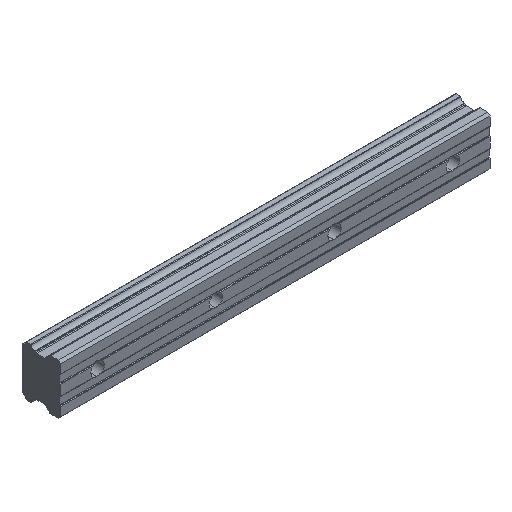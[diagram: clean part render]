
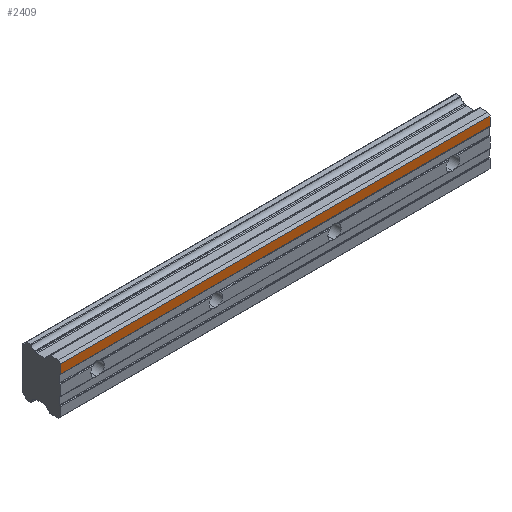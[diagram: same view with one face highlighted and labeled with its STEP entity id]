
A CAD part, isometric view. The second image highlights one B-rep face of the part: STEP entity #2409.
In plain terms, the highlighted planar face has unit normal (0, -1, 0).
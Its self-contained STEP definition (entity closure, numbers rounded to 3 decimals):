
#37 = DIRECTION ( 'NONE',  ( 0., 0., 1. ) ) ;
#118 = LINE ( 'NONE', #2315, #2905 ) ;
#159 = LINE ( 'NONE', #2990, #1470 ) ;
#389 = VERTEX_POINT ( 'NONE', #2353 ) ;
#395 = DIRECTION ( 'NONE',  ( 1., 0., 0. ) ) ;
#652 = CARTESIAN_POINT ( 'NONE',  ( 265., 0., 16.739 ) ) ;
#747 = DIRECTION ( 'NONE',  ( 0., 1., 0. ) ) ;
#782 = CARTESIAN_POINT ( 'NONE',  ( -25., 0., 9.5 ) ) ;
#879 = ORIENTED_EDGE ( 'NONE', *, *, #1677, .F. ) ;
#883 = CARTESIAN_POINT ( 'NONE',  ( -25., 0., 15.5 ) ) ;
#998 = ORIENTED_EDGE ( 'NONE', *, *, #1638, .F. ) ;
#1020 = PLANE ( 'NONE',  #1207 ) ;
#1131 = DIRECTION ( 'NONE',  ( 0., 0., -1. ) ) ;
#1207 = AXIS2_PLACEMENT_3D ( 'NONE', #2442, #747, #37 ) ;
#1387 = CARTESIAN_POINT ( 'NONE',  ( 265., 0., 15.5 ) ) ;
#1398 = EDGE_LOOP ( 'NONE', ( #2497, #998, #879, #1800 ) ) ;
#1470 = VECTOR ( 'NONE', #395, 1000. ) ;
#1604 = DIRECTION ( 'NONE',  ( 0., 0., -1. ) ) ;
#1638 = EDGE_CURVE ( 'NONE', #2156, #389, #2253, .T. ) ;
#1677 = EDGE_CURVE ( 'NONE', #2666, #2156, #159, .T. ) ;
#1716 = EDGE_CURVE ( 'NONE', #2666, #2444, #118, .T. ) ;
#1800 = ORIENTED_EDGE ( 'NONE', *, *, #1716, .T. ) ;
#1897 = CARTESIAN_POINT ( 'NONE',  ( 265., 0., 9.5 ) ) ;
#2094 = LINE ( 'NONE', #1897, #2687 ) ;
#2156 = VERTEX_POINT ( 'NONE', #1387 ) ;
#2253 = LINE ( 'NONE', #652, #2914 ) ;
#2315 = CARTESIAN_POINT ( 'NONE',  ( -25., 0., 16.739 ) ) ;
#2353 = CARTESIAN_POINT ( 'NONE',  ( 265., 0., 9.5 ) ) ;
#2409 = ADVANCED_FACE ( 'NONE', ( #2675 ), #1020, .F. ) ;
#2442 = CARTESIAN_POINT ( 'NONE',  ( 265., 0., 15.5 ) ) ;
#2444 = VERTEX_POINT ( 'NONE', #782 ) ;
#2497 = ORIENTED_EDGE ( 'NONE', *, *, #2931, .F. ) ;
#2620 = DIRECTION ( 'NONE',  ( -1., 0., 0. ) ) ;
#2666 = VERTEX_POINT ( 'NONE', #883 ) ;
#2675 = FACE_OUTER_BOUND ( 'NONE', #1398, .T. ) ;
#2687 = VECTOR ( 'NONE', #2620, 1000. ) ;
#2905 = VECTOR ( 'NONE', #1131, 1000. ) ;
#2914 = VECTOR ( 'NONE', #1604, 1000. ) ;
#2931 = EDGE_CURVE ( 'NONE', #389, #2444, #2094, .T. ) ;
#2990 = CARTESIAN_POINT ( 'NONE',  ( 265., 0., 15.5 ) ) ;
